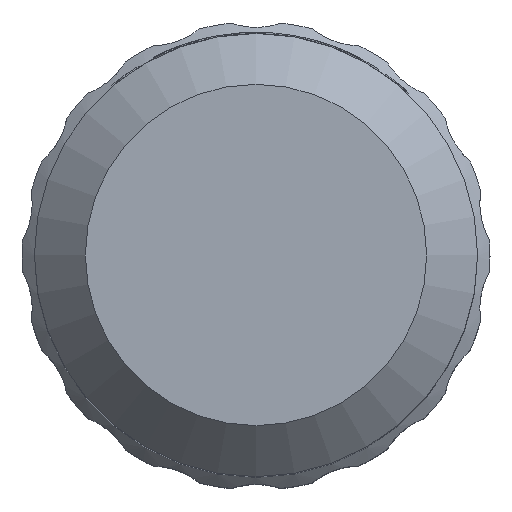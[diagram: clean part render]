
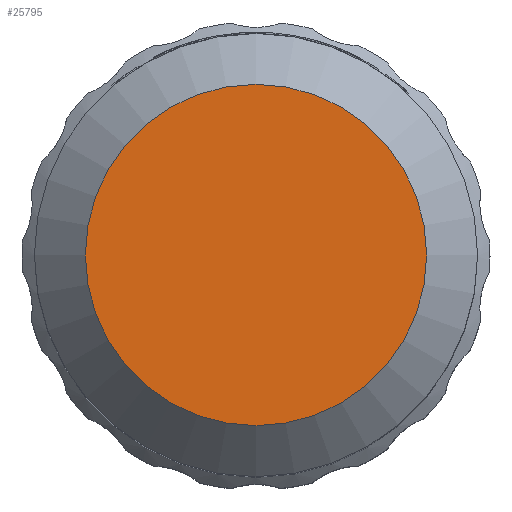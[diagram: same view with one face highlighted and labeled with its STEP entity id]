
A CAD part, top view. The second image highlights one B-rep face of the part: STEP entity #25795.
In plain terms, the highlighted planar face has unit normal (0, 0, 1).
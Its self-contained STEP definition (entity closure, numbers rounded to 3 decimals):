
#916 = DIRECTION ( 'NONE',  ( 0., 0., 1. ) ) ;
#1478 = AXIS2_PLACEMENT_3D ( 'NONE', #26739, #16556, #9345 ) ;
#2150 = EDGE_CURVE ( 'NONE', #29658, #29658, #5057, .T. ) ;
#5057 = CIRCLE ( 'NONE', #24481, 12.4 ) ;
#8381 = EDGE_LOOP ( 'NONE', ( #31321 ) ) ;
#9345 = DIRECTION ( 'NONE',  ( 1., 0., 0. ) ) ;
#13344 = DIRECTION ( 'NONE',  ( 1., 0., 0. ) ) ;
#16556 = DIRECTION ( 'NONE',  ( 0., 0., 1. ) ) ;
#21922 = PLANE ( 'NONE',  #1478 ) ;
#23518 = CARTESIAN_POINT ( 'NONE',  ( 0., 0., 74.7 ) ) ;
#24481 = AXIS2_PLACEMENT_3D ( 'NONE', #23518, #916, #13344 ) ;
#25795 = ADVANCED_FACE ( 'NONE', ( #26175 ), #21922, .T. ) ;
#26175 = FACE_OUTER_BOUND ( 'NONE', #8381, .T. ) ;
#26739 = CARTESIAN_POINT ( 'NONE',  ( 0., 0., 74.7 ) ) ;
#29658 = VERTEX_POINT ( 'NONE', #31452 ) ;
#31321 = ORIENTED_EDGE ( 'NONE', *, *, #2150, .T. ) ;
#31452 = CARTESIAN_POINT ( 'NONE',  ( 12.4, 0., 74.7 ) ) ;
